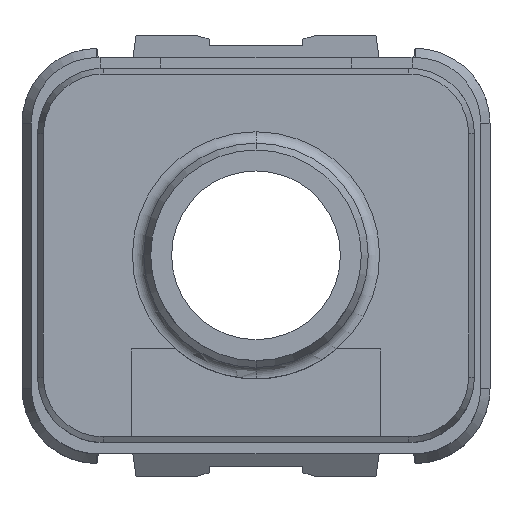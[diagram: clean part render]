
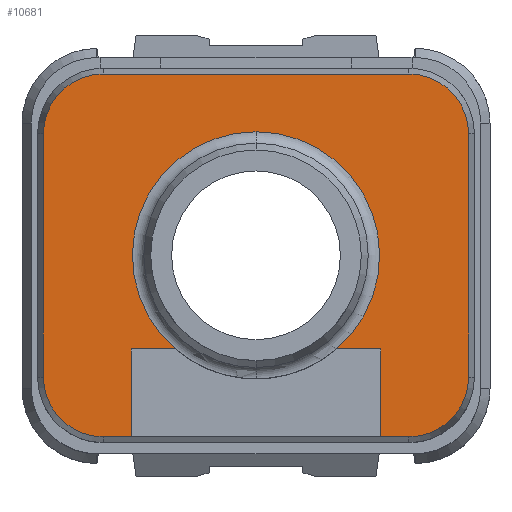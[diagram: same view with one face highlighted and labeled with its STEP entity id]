
A CAD part, top view. The second image highlights one B-rep face of the part: STEP entity #10681.
In plain terms, the highlighted planar face has unit normal (0, 0, 1).
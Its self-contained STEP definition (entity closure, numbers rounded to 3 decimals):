
#3075=DIRECTION('',(0.,1.,0.));
#3076=VECTOR('',#3075,2.812);
#3077=CARTESIAN_POINT('',(4.,-5.812,4.18));
#3078=LINE('',#3077,#3076);
#3079=DIRECTION('',(-1.,0.,0.));
#3080=VECTOR('',#3079,1.411);
#3081=CARTESIAN_POINT('',(4.,-3.,4.18));
#3082=LINE('',#3081,#3080);
#3083=CARTESIAN_POINT('',(0.,0.,4.18));
#3084=DIRECTION('',(0.,0.,1.));
#3085=DIRECTION('',(0.653,-0.757,0.));
#3086=AXIS2_PLACEMENT_3D('',#3083,#3084,#3085);
#3088=CARTESIAN_POINT('',(0.,0.,4.18));
#3089=DIRECTION('',(0.,0.,1.));
#3090=DIRECTION('',(0.,1.,0.));
#3091=AXIS2_PLACEMENT_3D('',#3088,#3089,#3090);
#3093=DIRECTION('',(-1.,0.,0.));
#3094=VECTOR('',#3093,1.411);
#3095=CARTESIAN_POINT('',(-2.589,-3.,4.18));
#3096=LINE('',#3095,#3094);
#3097=DIRECTION('',(0.,1.,0.));
#3098=VECTOR('',#3097,2.812);
#3099=CARTESIAN_POINT('',(-4.,-5.812,4.18));
#3100=LINE('',#3099,#3098);
#3101=DIRECTION('',(-1.,0.,0.));
#3102=VECTOR('',#3101,0.9);
#3103=CARTESIAN_POINT('',(-4.,-5.812,4.18));
#3104=LINE('',#3103,#3102);
#3105=CARTESIAN_POINT('',(-4.9,-3.9,4.18));
#3106=DIRECTION('',(0.,0.,-1.));
#3107=DIRECTION('',(0.,-1.,0.));
#3108=AXIS2_PLACEMENT_3D('',#3105,#3106,#3107);
#3110=DIRECTION('',(0.,1.,0.));
#3111=VECTOR('',#3110,7.8);
#3112=CARTESIAN_POINT('',(-6.812,-3.9,
4.18));
#3113=LINE('',#3112,#3111);
#3114=CARTESIAN_POINT('',(-4.9,3.9,4.18));
#3115=DIRECTION('',(0.,0.,-1.));
#3116=DIRECTION('',(-1.,0.,0.));
#3117=AXIS2_PLACEMENT_3D('',#3114,#3115,#3116);
#3119=DIRECTION('',(1.,0.,0.));
#3120=VECTOR('',#3119,9.8);
#3121=CARTESIAN_POINT('',(-4.9,5.812,4.18));
#3122=LINE('',#3121,#3120);
#3123=CARTESIAN_POINT('',(4.9,3.9,4.18));
#3124=DIRECTION('',(0.,0.,-1.));
#3125=DIRECTION('',(0.,1.,0.));
#3126=AXIS2_PLACEMENT_3D('',#3123,#3124,#3125);
#3128=DIRECTION('',(0.,-1.,0.));
#3129=VECTOR('',#3128,7.8);
#3130=CARTESIAN_POINT('',(6.812,3.9,4.18));
#3131=LINE('',#3130,#3129);
#3132=CARTESIAN_POINT('',(4.9,-3.9,4.18));
#3133=DIRECTION('',(0.,0.,-1.));
#3134=DIRECTION('',(1.,0.,0.));
#3135=AXIS2_PLACEMENT_3D('',#3132,#3133,#3134);
#3137=DIRECTION('',(-1.,0.,0.));
#3138=VECTOR('',#3137,0.9);
#3139=CARTESIAN_POINT('',(4.9,-5.812,4.18));
#3140=LINE('',#3139,#3138);
#5587=CARTESIAN_POINT('',(-6.812,3.9,4.18));
#5588=CARTESIAN_POINT('',(-4.9,5.812,4.18));
#5589=VERTEX_POINT('',#5587);
#5590=VERTEX_POINT('',#5588);
#5593=CARTESIAN_POINT('',(4.9,5.812,4.18));
#5594=VERTEX_POINT('',#5593);
#5597=CARTESIAN_POINT('',(6.812,3.9,4.18));
#5598=VERTEX_POINT('',#5597);
#5601=CARTESIAN_POINT('',(6.812,-3.9,4.18));
#5602=VERTEX_POINT('',#5601);
#5605=CARTESIAN_POINT('',(4.9,-5.812,4.18));
#5606=VERTEX_POINT('',#5605);
#5611=CARTESIAN_POINT('',(-4.9,-5.812,4.18));
#5612=CARTESIAN_POINT('',(-6.812,-3.9,4.18));
#5613=VERTEX_POINT('',#5611);
#5614=VERTEX_POINT('',#5612);
#6204=CARTESIAN_POINT('',(0.,3.963,4.18));
#6205=VERTEX_POINT('',#6204);
#6578=CARTESIAN_POINT('',(4.,-5.812,4.18));
#6579=CARTESIAN_POINT('',(4.,-3.,4.18));
#6580=VERTEX_POINT('',#6578);
#6581=VERTEX_POINT('',#6579);
#6582=CARTESIAN_POINT('',(2.589,-3.,4.18));
#6583=VERTEX_POINT('',#6582);
#6584=CARTESIAN_POINT('',(-2.589,-3.,4.18));
#6585=CARTESIAN_POINT('',(-4.,-3.,4.18));
#6586=VERTEX_POINT('',#6584);
#6587=VERTEX_POINT('',#6585);
#6588=CARTESIAN_POINT('',(-4.,-5.812,4.18));
#6589=VERTEX_POINT('',#6588);
#10646=CARTESIAN_POINT('',(0.,0.,4.18));
#10647=DIRECTION('',(0.,0.,-1.));
#10648=DIRECTION('',(1.,0.,0.));
#10649=AXIS2_PLACEMENT_3D('',#10646,#10647,#10648);
#10650=PLANE('',#10649);
#10652=ORIENTED_EDGE('',*,*,#10651,.T.);
#10653=ORIENTED_EDGE('',*,*,#10634,.T.);
#10654=ORIENTED_EDGE('',*,*,#10624,.T.);
#10656=ORIENTED_EDGE('',*,*,#10655,.T.);
#10658=ORIENTED_EDGE('',*,*,#10657,.T.);
#10660=ORIENTED_EDGE('',*,*,#10659,.F.);
#10662=ORIENTED_EDGE('',*,*,#10661,.T.);
#10664=ORIENTED_EDGE('',*,*,#10663,.T.);
#10666=ORIENTED_EDGE('',*,*,#10665,.T.);
#10668=ORIENTED_EDGE('',*,*,#10667,.T.);
#10670=ORIENTED_EDGE('',*,*,#10669,.T.);
#10672=ORIENTED_EDGE('',*,*,#10671,.T.);
#10674=ORIENTED_EDGE('',*,*,#10673,.T.);
#10676=ORIENTED_EDGE('',*,*,#10675,.T.);
#10678=ORIENTED_EDGE('',*,*,#10677,.T.);
#10679=EDGE_LOOP('',(#10652,#10653,#10654,#10656,#10658,#10660,#10662,#10664,
#10666,#10668,#10670,#10672,#10674,#10676,#10678));
#10680=FACE_OUTER_BOUND('',#10679,.F.);
#10681=ADVANCED_FACE('',(#10680),#10650,.F.);
#3087=CIRCLE('',#3086,3.963);
#3092=CIRCLE('',#3091,3.963);
#3109=CIRCLE('',#3108,1.912);
#3118=CIRCLE('',#3117,1.912);
#3127=CIRCLE('',#3126,1.912);
#3136=CIRCLE('',#3135,1.912);
#10624=EDGE_CURVE('',#6583,#6205,#3087,.T.);
#10634=EDGE_CURVE('',#6581,#6583,#3082,.T.);
#10651=EDGE_CURVE('',#6580,#6581,#3078,.T.);
#10655=EDGE_CURVE('',#6205,#6586,#3092,.T.);
#10657=EDGE_CURVE('',#6586,#6587,#3096,.T.);
#10659=EDGE_CURVE('',#6589,#6587,#3100,.T.);
#10661=EDGE_CURVE('',#6589,#5613,#3104,.T.);
#10663=EDGE_CURVE('',#5613,#5614,#3109,.T.);
#10665=EDGE_CURVE('',#5614,#5589,#3113,.T.);
#10667=EDGE_CURVE('',#5589,#5590,#3118,.T.);
#10669=EDGE_CURVE('',#5590,#5594,#3122,.T.);
#10671=EDGE_CURVE('',#5594,#5598,#3127,.T.);
#10673=EDGE_CURVE('',#5598,#5602,#3131,.T.);
#10675=EDGE_CURVE('',#5602,#5606,#3136,.T.);
#10677=EDGE_CURVE('',#5606,#6580,#3140,.T.);
